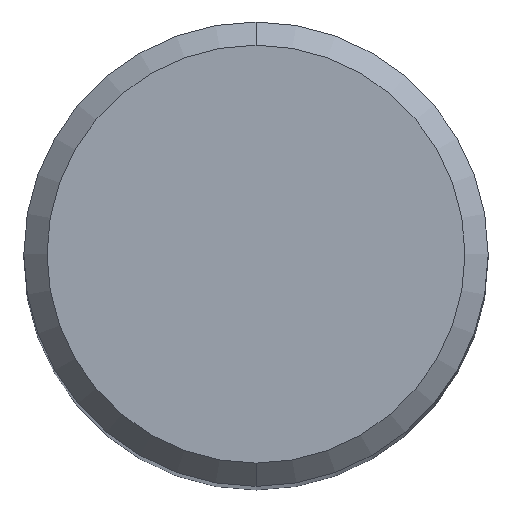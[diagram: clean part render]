
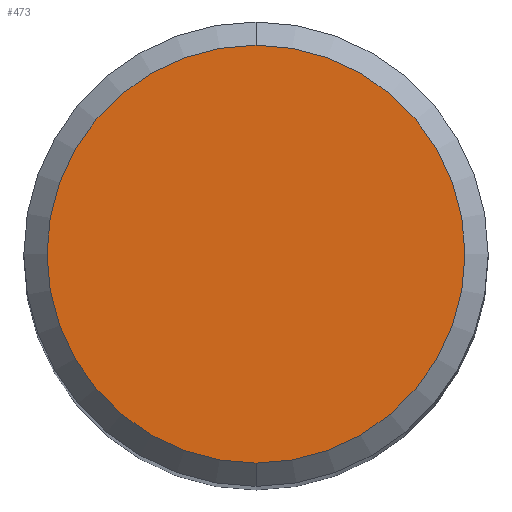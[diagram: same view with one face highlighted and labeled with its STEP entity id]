
A CAD part, top view. The second image highlights one B-rep face of the part: STEP entity #473.
In plain terms, the highlighted planar face has unit normal (0, 0, 1).
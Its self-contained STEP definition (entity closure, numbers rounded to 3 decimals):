
#473=ADVANCED_FACE('',(#1120),#1121,.T.);
#605=VERTEX_POINT('',#1270);
#699=EDGE_CURVE('',#825,#605,#1369,.T.);
#761=EDGE_CURVE('',#605,#825,#1437,.T.);
#825=VERTEX_POINT('',#1504);
#1120=FACE_OUTER_BOUND('',#3610,.T.);
#1121=PLANE('',#3611);
#1270=CARTESIAN_POINT('',(0.0,4.5,0.0));
#1369=CIRCLE('',#5999,4.5);
#1437=CIRCLE('',#6178,4.5);
#1504=CARTESIAN_POINT('',(0.,-4.5,0.0));
#3610=EDGE_LOOP('',(#9632,#9633));
#3611=AXIS2_PLACEMENT_3D('',#9634,#9635,#9636);
#5999=AXIS2_PLACEMENT_3D('',#9880,#9881,#9882);
#6178=AXIS2_PLACEMENT_3D('',#9945,#9946,#9947);
#9632=ORIENTED_EDGE('',*,*,#761,.F.);
#9633=ORIENTED_EDGE('',*,*,#699,.F.);
#9634=CARTESIAN_POINT('',(0.0,2.25,0.0));
#9635=DIRECTION('',(-0.0,0.0,1.0));
#9636=DIRECTION('',(0.0,-1.0,0.0));
#9880=CARTESIAN_POINT('',(0.0,0.0,0.0));
#9881=DIRECTION('',(0.0,0.0,-1.0));
#9882=DIRECTION('',(0.0,1.0,0.0));
#9945=CARTESIAN_POINT('',(0.0,0.0,0.0));
#9946=DIRECTION('',(0.0,0.0,-1.0));
#9947=DIRECTION('',(0.0,1.0,0.0));
